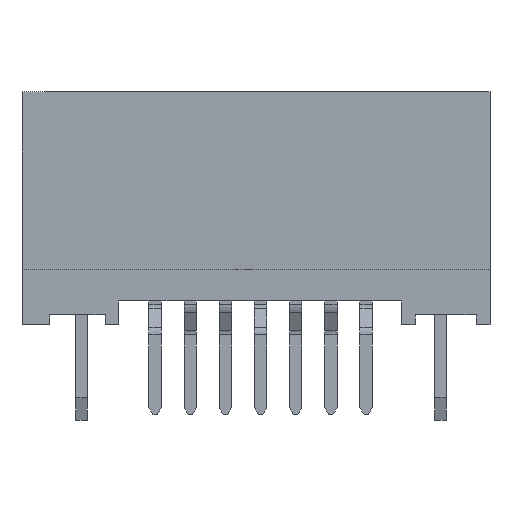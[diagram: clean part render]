
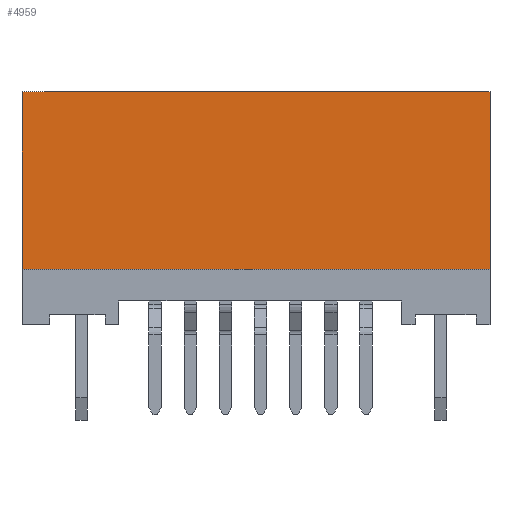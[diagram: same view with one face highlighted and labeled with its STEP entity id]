
A CAD part, front view. The second image highlights one B-rep face of the part: STEP entity #4959.
In plain terms, the highlighted planar face has unit normal (0, -1, 0).
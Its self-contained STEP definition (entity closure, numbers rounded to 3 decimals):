
#29=DIRECTION('',(0.,0.,-1.));
#30=VECTOR('',#29,6.4);
#31=CARTESIAN_POINT('',(-8.45,-3.225,4.2));
#32=LINE('',#31,#30);
#277=DIRECTION('',(1.,0.,0.));
#278=VECTOR('',#277,16.9);
#279=CARTESIAN_POINT('',(-8.45,-3.225,-2.2));
#280=LINE('',#279,#278);
#281=DIRECTION('',(1.,0.,0.));
#282=VECTOR('',#281,16.9);
#283=CARTESIAN_POINT('',(-8.45,-3.225,4.2));
#284=LINE('',#283,#282);
#3343=DIRECTION('',(0.,0.,-1.));
#3344=VECTOR('',#3343,6.4);
#3345=CARTESIAN_POINT('',(8.45,-3.225,4.2));
#3346=LINE('',#3345,#3344);
#3496=CARTESIAN_POINT('',(-8.45,-3.225,4.2));
#3498=VERTEX_POINT('',#3496);
#3500=CARTESIAN_POINT('',(8.45,-3.225,4.2));
#3502=VERTEX_POINT('',#3500);
#3513=CARTESIAN_POINT('',(-8.45,-3.225,-2.2));
#3514=VERTEX_POINT('',#3513);
#3525=CARTESIAN_POINT('',(8.45,-3.225,-2.2));
#3526=VERTEX_POINT('',#3525);
#4946=CARTESIAN_POINT('',(-8.45,-3.225,4.2));
#4947=DIRECTION('',(0.,-1.,0.));
#4948=DIRECTION('',(0.,0.,-1.));
#4949=AXIS2_PLACEMENT_3D('',#4946,#4947,#4948);
#4950=PLANE('',#4949);
#4951=ORIENTED_EDGE('',*,*,#4938,.F.);
#4952=ORIENTED_EDGE('',*,*,#4634,.F.);
#4954=ORIENTED_EDGE('',*,*,#4953,.T.);
#4956=ORIENTED_EDGE('',*,*,#4955,.T.);
#4957=EDGE_LOOP('',(#4951,#4952,#4954,#4956));
#4958=FACE_OUTER_BOUND('',#4957,.F.);
#4959=ADVANCED_FACE('',(#4958),#4950,.T.);
#4634=EDGE_CURVE('',#3498,#3514,#32,.T.);
#4938=EDGE_CURVE('',#3514,#3526,#280,.T.);
#4953=EDGE_CURVE('',#3498,#3502,#284,.T.);
#4955=EDGE_CURVE('',#3502,#3526,#3346,.T.);
